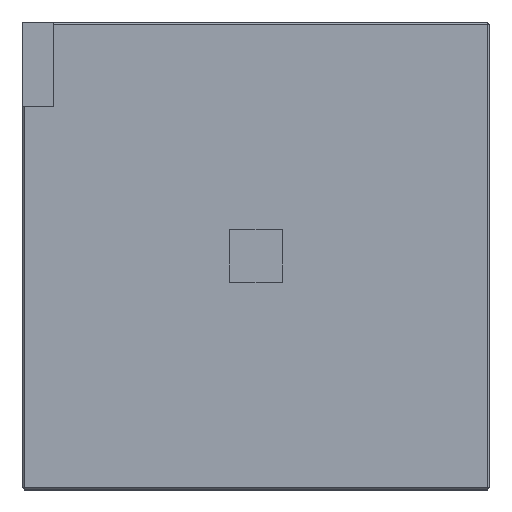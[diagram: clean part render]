
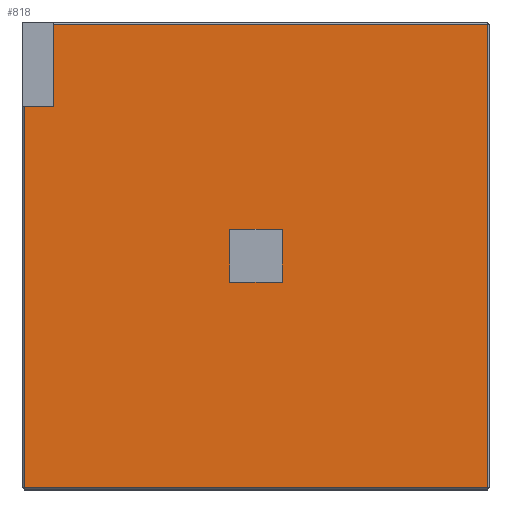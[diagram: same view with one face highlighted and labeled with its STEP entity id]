
A CAD part, top view. The second image highlights one B-rep face of the part: STEP entity #818.
In plain terms, the highlighted planar face has unit normal (0, 0, 1).
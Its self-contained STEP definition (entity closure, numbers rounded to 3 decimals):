
#48=FACE_OUTER_BOUND('',#102,.T.);
#102=EDGE_LOOP('',(#593,#594,#595,#596));
#156=LINE('',#1184,#264);
#164=LINE('',#1200,#272);
#166=LINE('',#1203,#274);
#168=LINE('',#1206,#276);
#264=VECTOR('',#960,10.);
#272=VECTOR('',#974,10.);
#274=VECTOR('',#978,10.);
#276=VECTOR('',#982,10.);
#358=VERTEX_POINT('',#1152);
#364=VERTEX_POINT('',#1167);
#366=VERTEX_POINT('',#1172);
#371=VERTEX_POINT('',#1188);
#440=EDGE_CURVE('',#358,#366,#156,.T.);
#448=EDGE_CURVE('',#366,#371,#164,.T.);
#450=EDGE_CURVE('',#371,#364,#166,.T.);
#452=EDGE_CURVE('',#364,#358,#168,.T.);
#593=ORIENTED_EDGE('',*,*,#440,.F.);
#594=ORIENTED_EDGE('',*,*,#452,.F.);
#595=ORIENTED_EDGE('',*,*,#450,.F.);
#596=ORIENTED_EDGE('',*,*,#448,.F.);
#764=PLANE('',#892);
#818=ADVANCED_FACE('',(#48),#764,.T.);
#892=AXIS2_PLACEMENT_3D('',#1221,#999,#1000);
#960=DIRECTION('',(0.,-1.,0.));
#974=DIRECTION('',(-1.,0.,0.));
#978=DIRECTION('',(0.,1.,0.));
#982=DIRECTION('',(1.,0.,0.));
#999=DIRECTION('center_axis',(0.,0.,1.));
#1000=DIRECTION('ref_axis',(1.,0.,0.));
#1152=CARTESIAN_POINT('',(1.095,1.095,0.889));
#1167=CARTESIAN_POINT('',(-1.095,1.095,0.889));
#1172=CARTESIAN_POINT('',(1.095,-1.095,0.889));
#1184=CARTESIAN_POINT('',(1.095,0.,0.889));
#1188=CARTESIAN_POINT('',(-1.095,-1.095,0.889));
#1200=CARTESIAN_POINT('',(-1.105,-1.095,0.889));
#1203=CARTESIAN_POINT('',(-1.095,1.105,0.889));
#1206=CARTESIAN_POINT('',(0.,1.095,0.889));
#1221=CARTESIAN_POINT('Origin',(-1.105,1.105,0.889));
